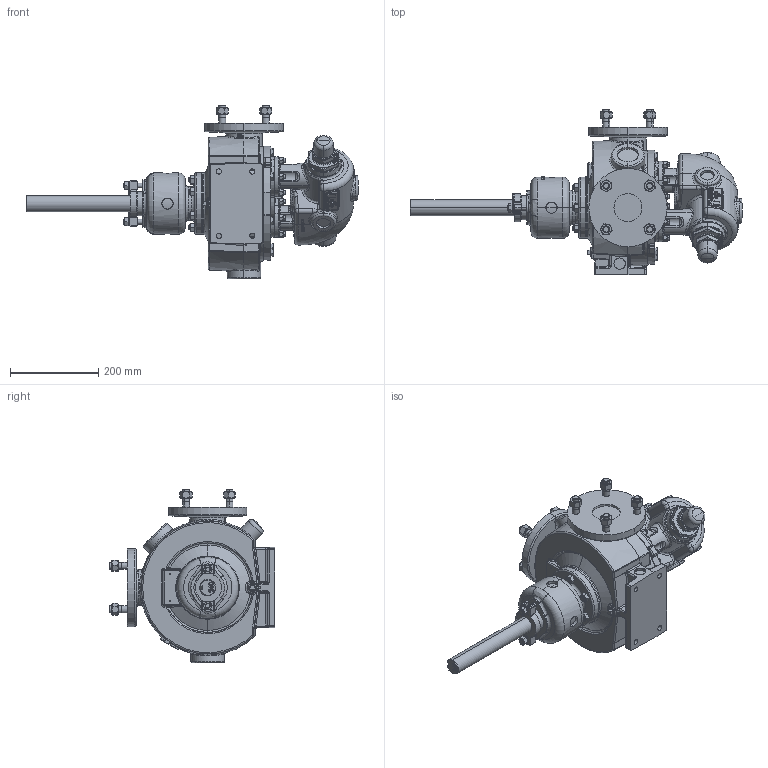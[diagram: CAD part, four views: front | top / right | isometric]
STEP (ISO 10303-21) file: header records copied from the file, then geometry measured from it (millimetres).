
FILE_DESCRIPTION (( 'STEP AP214' ), '1' );
FILE_NAME ('LQ34.STEP', '2016-11-18T22:18:34', ( '' ), ( '' ), 'SwSTEP 2.0', 'SolidWorks 2016', '' );
FILE_SCHEMA (( 'AUTOMOTIVE_DESIGN' ));
Length unit declared in the file: inch
Products named in the file (2): LQ34
Bounding box: 754.24 x 376.43 x 395.14 mm (x, y, z)
Volume: 16851683.6 mm3; surface area: 773871.6 mm2
Topology: 1 solids, 1 shells, 3049 faces, 7394 edges, 4490 vertices
Faces by surface type: plane 1010, bspline 771, cone 518, cylinder 505, torus 168, sphere 77
Entity records: 168344 total; most frequent: CARTESIAN_POINT 78473, ORIENTED_EDGE 14676, DIRECTION 11345, EDGE_CURVE 7338, VERTEX_POINT 4490, AXIS2_PLACEMENT_3D 4472, EDGE_LOOP 3296, FACE_OUTER_BOUND 3049
